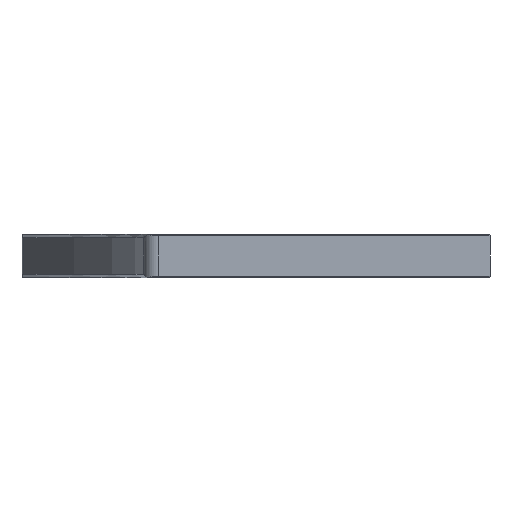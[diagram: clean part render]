
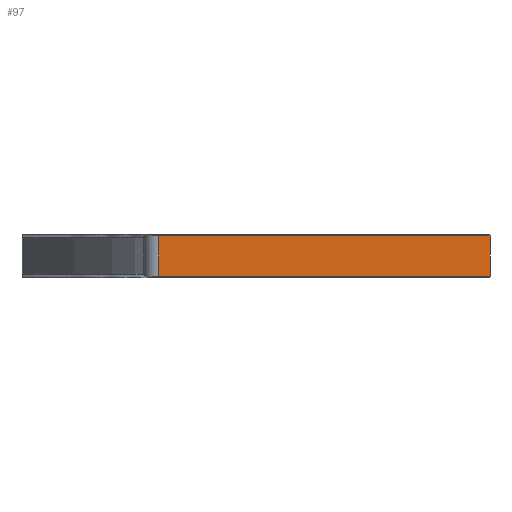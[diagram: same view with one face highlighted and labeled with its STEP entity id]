
A CAD part, front view. The second image highlights one B-rep face of the part: STEP entity #97.
In plain terms, the highlighted planar face has unit normal (0, -1, 0).
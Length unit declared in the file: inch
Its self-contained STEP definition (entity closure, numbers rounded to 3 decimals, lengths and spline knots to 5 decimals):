
#21 = VERTEX_POINT ( 'NONE', #2384 ) ;
#97 = ADVANCED_FACE ( 'NONE', ( #674 ), #1868, .T. ) ;
#172 = CARTESIAN_POINT ( 'NONE',  ( 8.0625, 0., -0.01563 ) ) ;
#240 = CARTESIAN_POINT ( 'NONE',  ( 8.18655, 0., -0.3425 ) ) ;
#398 = VERTEX_POINT ( 'NONE', #1556 ) ;
#517 = VECTOR ( 'NONE', #678, 39.37008 ) ;
#637 = VERTEX_POINT ( 'NONE', #1641 ) ;
#655 = CARTESIAN_POINT ( 'NONE',  ( 8.0625, 0., -0.3735 ) ) ;
#674 = FACE_OUTER_BOUND ( 'NONE', #1681, .T. ) ;
#678 = DIRECTION ( 'NONE',  ( -1., 0., 0. ) ) ;
#1048 = CARTESIAN_POINT ( 'NONE',  ( 11., 0., -0.35787 ) ) ;
#1302 = LINE ( 'NONE', #1048, #2488 ) ;
#1366 = CARTESIAN_POINT ( 'NONE',  ( 11., 0., -0.3735 ) ) ;
#1368 = CARTESIAN_POINT ( 'NONE',  ( 8.18655, 0., -0.01563 ) ) ;
#1556 = CARTESIAN_POINT ( 'NONE',  ( 11., 0., -0.01563 ) ) ;
#1613 = ORIENTED_EDGE ( 'NONE', *, *, #2753, .T. ) ;
#1620 = ORIENTED_EDGE ( 'NONE', *, *, #2068, .T. ) ;
#1641 = CARTESIAN_POINT ( 'NONE',  ( 11., 0., -0.35787 ) ) ;
#1681 = EDGE_LOOP ( 'NONE', ( #2679, #1620, #1613, #2852 ) ) ;
#1868 = PLANE ( 'NONE',  #3538 ) ;
#2068 = EDGE_CURVE ( 'NONE', #2330, #21, #2909, .T. ) ;
#2222 = DIRECTION ( 'NONE',  ( 0., 0., 1. ) ) ;
#2330 = VERTEX_POINT ( 'NONE', #1368 ) ;
#2384 = CARTESIAN_POINT ( 'NONE',  ( 8.18655, 0., -0.35787 ) ) ;
#2471 = DIRECTION ( 'NONE',  ( 0., -1., 0. ) ) ;
#2488 = VECTOR ( 'NONE', #3136, 39.37008 ) ;
#2679 = ORIENTED_EDGE ( 'NONE', *, *, #3044, .T. ) ;
#2753 = EDGE_CURVE ( 'NONE', #21, #637, #1302, .T. ) ;
#2845 = LINE ( 'NONE', #1366, #3073 ) ;
#2851 = DIRECTION ( 'NONE',  ( 0., 0., -1. ) ) ;
#2852 = ORIENTED_EDGE ( 'NONE', *, *, #3789, .T. ) ;
#2909 = LINE ( 'NONE', #240, #2930 ) ;
#2930 = VECTOR ( 'NONE', #2851, 39.37008 ) ;
#3033 = DIRECTION ( 'NONE',  ( 0., 0., -1. ) ) ;
#3044 = EDGE_CURVE ( 'NONE', #398, #2330, #3267, .T. ) ;
#3073 = VECTOR ( 'NONE', #2222, 39.37008 ) ;
#3136 = DIRECTION ( 'NONE',  ( 1., 0., 0. ) ) ;
#3267 = LINE ( 'NONE', #172, #517 ) ;
#3538 = AXIS2_PLACEMENT_3D ( 'NONE', #655, #2471, #3033 ) ;
#3789 = EDGE_CURVE ( 'NONE', #637, #398, #2845, .T. ) ;
